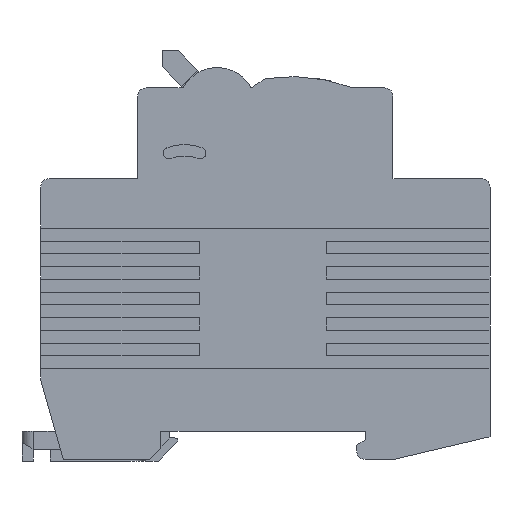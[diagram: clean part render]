
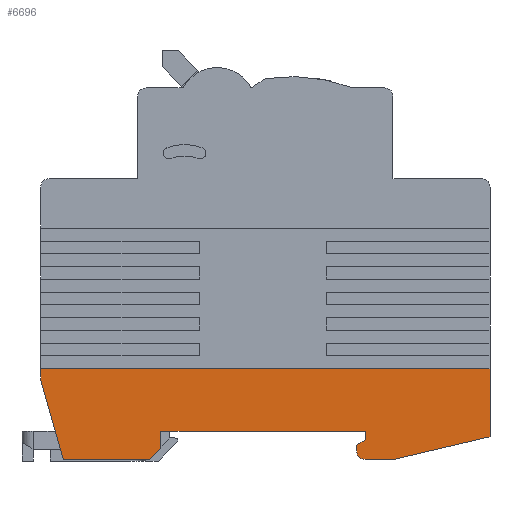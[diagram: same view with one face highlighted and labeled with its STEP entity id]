
A CAD part, left-side view. The second image highlights one B-rep face of the part: STEP entity #6696.
In plain terms, the highlighted planar face has unit normal (-1, 0, 0).
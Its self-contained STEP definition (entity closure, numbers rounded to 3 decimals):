
#4 = CARTESIAN_POINT ( 'NONE',  ( -8.9, 77.523, 156.968 ) ) ;
#87 = CARTESIAN_POINT ( 'NONE',  ( -8.9, 57.202, 147.102 ) ) ;
#115 = DIRECTION ( 'NONE',  ( 0., 0.973, -0.229 ) ) ;
#274 = CARTESIAN_POINT ( 'NONE',  ( -8.9, 43.023, 153.468 ) ) ;
#374 = VECTOR ( 'NONE', #1321, 1000. ) ;
#456 = CARTESIAN_POINT ( 'NONE',  ( -8.9, 94.723, 151.968 ) ) ;
#618 = CARTESIAN_POINT ( 'NONE',  ( -8.9, 41.523, 156.968 ) ) ;
#651 = DIRECTION ( 'NONE',  ( 0., -1., 0. ) ) ;
#700 = CARTESIAN_POINT ( 'NONE',  ( -8.9, 59.523, 151.968 ) ) ;
#768 = CIRCLE ( 'NONE', #2749, 1.5 ) ;
#786 = ORIENTED_EDGE ( 'NONE', *, *, #2386, .T. ) ;
#805 = ORIENTED_EDGE ( 'NONE', *, *, #2067, .F. ) ;
#944 = DIRECTION ( 'NONE',  ( 0., 0., -1. ) ) ;
#1038 = CARTESIAN_POINT ( 'NONE',  ( -8.9, 43.023, 154.468 ) ) ;
#1160 = VECTOR ( 'NONE', #2738, 1000. ) ;
#1309 = LINE ( 'NONE', #2714, #1160 ) ;
#1321 = DIRECTION ( 'NONE',  ( 0., 0., 1. ) ) ;
#1332 = DIRECTION ( 'NONE',  ( 0., 1., 0. ) ) ;
#1361 = CARTESIAN_POINT ( 'NONE',  ( -8.9, 43.023, 156.968 ) ) ;
#1418 = DIRECTION ( 'NONE',  ( 0., 0.832, -0.555 ) ) ;
#1530 = CARTESIAN_POINT ( 'NONE',  ( -8.9, 53.293, 147.622 ) ) ;
#1768 = EDGE_CURVE ( 'NONE', #4230, #5780, #11813, .T. ) ;
#1775 = CARTESIAN_POINT ( 'NONE',  ( -8.9, 59.523, 167.968 ) ) ;
#1838 = EDGE_CURVE ( 'NONE', #9325, #10247, #9479, .T. ) ;
#1898 = EDGE_CURVE ( 'NONE', #6283, #10247, #9196, .T. ) ;
#1943 = EDGE_CURVE ( 'NONE', #6283, #2267, #6975, .T. ) ;
#2067 = EDGE_CURVE ( 'NONE', #8567, #2267, #4961, .T. ) ;
#2174 = EDGE_CURVE ( 'NONE', #6517, #8567, #2608, .T. ) ;
#2211 = EDGE_CURVE ( 'NONE', #6517, #9350, #2476, .T. ) ;
#2267 = VERTEX_POINT ( 'NONE', #2831 ) ;
#2290 = EDGE_CURVE ( 'NONE', #9350, #6138, #1309, .T. ) ;
#2351 = VECTOR ( 'NONE', #3585, 1000. ) ;
#2386 = EDGE_CURVE ( 'NONE', #6138, #11809, #6809, .T. ) ;
#2398 = EDGE_CURVE ( 'NONE', #8485, #11809, #3017, .T. ) ;
#2423 = ORIENTED_EDGE ( 'NONE', *, *, #1943, .T. ) ;
#2451 = EDGE_CURVE ( 'NONE', #5776, #2813, #11703, .T. ) ;
#2476 = LINE ( 'NONE', #3622, #2351 ) ;
#2486 = EDGE_CURVE ( 'NONE', #5780, #2813, #9066, .T. ) ;
#2608 = LINE ( 'NONE', #3789, #2620 ) ;
#2620 = VECTOR ( 'NONE', #4054, 1000. ) ;
#2641 = VECTOR ( 'NONE', #1418, 1000. ) ;
#2714 = CARTESIAN_POINT ( 'NONE',  ( -8.9, 41.523, 156.968 ) ) ;
#2738 = DIRECTION ( 'NONE',  ( 0., 0., -1. ) ) ;
#2749 = AXIS2_PLACEMENT_3D ( 'NONE', #4854, #4762, #4388 ) ;
#2813 = VERTEX_POINT ( 'NONE', #10156 ) ;
#2831 = CARTESIAN_POINT ( 'NONE',  ( -8.9, 79.523, 151.968 ) ) ;
#3017 = LINE ( 'NONE', #1361, #374 ) ;
#3368 = CARTESIAN_POINT ( 'NONE',  ( -8.9, 98.723, 167.968 ) ) ;
#3585 = DIRECTION ( 'NONE',  ( 0., -1., 0. ) ) ;
#3622 = CARTESIAN_POINT ( 'NONE',  ( -8.9, 59.523, 156.968 ) ) ;
#3662 = EDGE_CURVE ( 'NONE', #4230, #9325, #11787, .T. ) ;
#3789 = CARTESIAN_POINT ( 'NONE',  ( -8.9, 77.523, 156.968 ) ) ;
#4054 = DIRECTION ( 'NONE',  ( 0., 0., -1. ) ) ;
#4109 = VECTOR ( 'NONE', #115, 1000. ) ;
#4230 = VERTEX_POINT ( 'NONE', #9056 ) ;
#4388 = DIRECTION ( 'NONE',  ( 0., 0., -1. ) ) ;
#4762 = DIRECTION ( 'NONE',  ( -1., 0., 0. ) ) ;
#4806 = CARTESIAN_POINT ( 'NONE',  ( -8.9, 98.723, 165.968 ) ) ;
#4854 = CARTESIAN_POINT ( 'NONE',  ( -8.9, 41.523, 153.468 ) ) ;
#4949 = VECTOR ( 'NONE', #5292, 1000. ) ;
#4961 = LINE ( 'NONE', #5157, #4949 ) ;
#5157 = CARTESIAN_POINT ( 'NONE',  ( -8.9, 67.023, 164.468 ) ) ;
#5292 = DIRECTION ( 'NONE',  ( 0., 0.707, -0.707 ) ) ;
#5344 = ORIENTED_EDGE ( 'NONE', *, *, #1768, .F. ) ;
#5482 = ORIENTED_EDGE ( 'NONE', *, *, #1838, .T. ) ;
#5606 = ORIENTED_EDGE ( 'NONE', *, *, #2174, .F. ) ;
#5776 = VERTEX_POINT ( 'NONE', #9341 ) ;
#5780 = VERTEX_POINT ( 'NONE', #8890 ) ;
#6138 = VERTEX_POINT ( 'NONE', #9327 ) ;
#6164 = EDGE_CURVE ( 'NONE', #8485, #5776, #768, .T. ) ;
#6272 = DIRECTION ( 'NONE',  ( 0., -1., 0. ) ) ;
#6283 = VERTEX_POINT ( 'NONE', #456 ) ;
#6387 = CARTESIAN_POINT ( 'NONE',  ( -8.9, 59.523, 151.968 ) ) ;
#6516 = DIRECTION ( 'NONE',  ( 1., 0., 0. ) ) ;
#6517 = VERTEX_POINT ( 'NONE', #4 ) ;
#6608 = ORIENTED_EDGE ( 'NONE', *, *, #6164, .T. ) ;
#6696 = ADVANCED_FACE ( 'NONE', ( #11569 ), #8299, .F. ) ;
#6809 = LINE ( 'NONE', #1530, #2641 ) ;
#6845 = VECTOR ( 'NONE', #6272, 1000. ) ;
#6889 = ORIENTED_EDGE ( 'NONE', *, *, #2486, .F. ) ;
#6975 = LINE ( 'NONE', #6387, #6845 ) ;
#7284 = CARTESIAN_POINT ( 'NONE',  ( -8.9, 93.387, 147.292 ) ) ;
#7390 = DIRECTION ( 'NONE',  ( 0., 0.275, 0.962 ) ) ;
#7477 = ORIENTED_EDGE ( 'NONE', *, *, #2290, .T. ) ;
#7527 = VECTOR ( 'NONE', #651, 1000. ) ;
#7716 = DIRECTION ( 'NONE',  ( 0., 0., -1. ) ) ;
#7728 = CARTESIAN_POINT ( 'NONE',  ( -8.9, 98.723, 156.968 ) ) ;
#8010 = AXIS2_PLACEMENT_3D ( 'NONE', #11847, #6516, #944 ) ;
#8297 = ORIENTED_EDGE ( 'NONE', *, *, #2398, .F. ) ;
#8299 = PLANE ( 'NONE',  #8010 ) ;
#8485 = VERTEX_POINT ( 'NONE', #274 ) ;
#8567 = VERTEX_POINT ( 'NONE', #9586 ) ;
#8890 = CARTESIAN_POINT ( 'NONE',  ( -8.9, 19.523, 155.968 ) ) ;
#9011 = ORIENTED_EDGE ( 'NONE', *, *, #1898, .F. ) ;
#9056 = CARTESIAN_POINT ( 'NONE',  ( -8.9, 19.523, 167.968 ) ) ;
#9057 = VECTOR ( 'NONE', #7390, 1000. ) ;
#9066 = LINE ( 'NONE', #87, #4109 ) ;
#9104 = DIRECTION ( 'NONE',  ( 0., 0., -1. ) ) ;
#9115 = ORIENTED_EDGE ( 'NONE', *, *, #2451, .T. ) ;
#9196 = LINE ( 'NONE', #7284, #9057 ) ;
#9200 = CARTESIAN_POINT ( 'NONE',  ( -8.9, 19.523, 156.968 ) ) ;
#9325 = VERTEX_POINT ( 'NONE', #3368 ) ;
#9327 = CARTESIAN_POINT ( 'NONE',  ( -8.9, 41.523, 155.468 ) ) ;
#9341 = CARTESIAN_POINT ( 'NONE',  ( -8.9, 41.523, 151.968 ) ) ;
#9350 = VERTEX_POINT ( 'NONE', #618 ) ;
#9479 = LINE ( 'NONE', #7728, #9492 ) ;
#9492 = VECTOR ( 'NONE', #7716, 1000. ) ;
#9586 = CARTESIAN_POINT ( 'NONE',  ( -8.9, 77.523, 153.968 ) ) ;
#9711 = ORIENTED_EDGE ( 'NONE', *, *, #2211, .T. ) ;
#10156 = CARTESIAN_POINT ( 'NONE',  ( -8.9, 36.523, 151.968 ) ) ;
#10247 = VERTEX_POINT ( 'NONE', #4806 ) ;
#10988 = EDGE_LOOP ( 'NONE', ( #5344, #11388, #5482, #9011, #2423, #805, #5606, #9711, #7477, #786, #8297, #6608, #9115, #6889 ) ) ;
#11388 = ORIENTED_EDGE ( 'NONE', *, *, #3662, .T. ) ;
#11516 = VECTOR ( 'NONE', #1332, 1000. ) ;
#11569 = FACE_OUTER_BOUND ( 'NONE', #10988, .T. ) ;
#11685 = VECTOR ( 'NONE', #9104, 1000. ) ;
#11703 = LINE ( 'NONE', #700, #7527 ) ;
#11787 = LINE ( 'NONE', #1775, #11516 ) ;
#11809 = VERTEX_POINT ( 'NONE', #1038 ) ;
#11813 = LINE ( 'NONE', #9200, #11685 ) ;
#11847 = CARTESIAN_POINT ( 'NONE',  ( -8.9, 59.523, 156.968 ) ) ;
